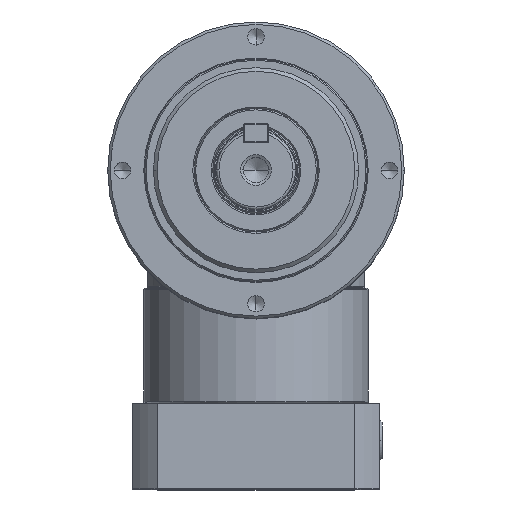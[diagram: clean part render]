
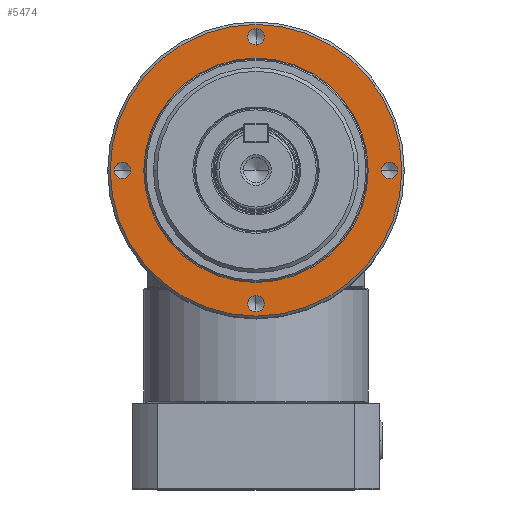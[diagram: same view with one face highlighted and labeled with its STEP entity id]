
A CAD part, top view. The second image highlights one B-rep face of the part: STEP entity #5474.
In plain terms, the highlighted planar face has unit normal (0, 0, 1).
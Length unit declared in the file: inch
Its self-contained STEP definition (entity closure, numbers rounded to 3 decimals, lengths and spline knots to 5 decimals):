
#255 = DIRECTION ( 'NONE',  ( 0., 1., 0. ) ) ;
#366 = CIRCLE ( 'NONE', #13330, 0.13085 ) ;
#380 = CIRCLE ( 'NONE', #17730, 0.13085 ) ;
#600 = EDGE_LOOP ( 'NONE', ( #14155, #8287 ) ) ;
#737 = CARTESIAN_POINT ( 'NONE',  ( 0., 0., 0. ) ) ;
#738 = EDGE_CURVE ( 'NONE', #15050, #22733, #1180, .T. ) ;
#1122 = AXIS2_PLACEMENT_3D ( 'NONE', #4047, #17579, #5980 ) ;
#1180 = CIRCLE ( 'NONE', #6927, 0.13085 ) ;
#1226 = AXIS2_PLACEMENT_3D ( 'NONE', #14675, #3113, #16644 ) ;
#1416 = FACE_BOUND ( 'NONE', #600, .T. ) ;
#1441 = DIRECTION ( 'NONE',  ( 0., 0., -1. ) ) ;
#1730 = EDGE_LOOP ( 'NONE', ( #10975, #24841 ) ) ;
#2004 = DIRECTION ( 'NONE',  ( -1., 0., 0. ) ) ;
#2104 = AXIS2_PLACEMENT_3D ( 'NONE', #23249, #11758, #255 ) ;
#2307 = CARTESIAN_POINT ( 'NONE',  ( 0., -2.12598, 0. ) ) ;
#2588 = ORIENTED_EDGE ( 'NONE', *, *, #16125, .T. ) ;
#2662 = DIRECTION ( 'NONE',  ( -1., 0., 0. ) ) ;
#3113 = DIRECTION ( 'NONE',  ( 0., 0., -1. ) ) ;
#3235 = AXIS2_PLACEMENT_3D ( 'NONE', #5734, #19221, #7634 ) ;
#3330 = VERTEX_POINT ( 'NONE', #8482 ) ;
#3602 = CARTESIAN_POINT ( 'NONE',  ( 0., 2.12598, 0. ) ) ;
#4003 = EDGE_CURVE ( 'NONE', #22956, #14364, #366, .T. ) ;
#4019 = ORIENTED_EDGE ( 'NONE', *, *, #9228, .T. ) ;
#4047 = CARTESIAN_POINT ( 'NONE',  ( 0., 0., 0. ) ) ;
#4231 = DIRECTION ( 'NONE',  ( 0., -1., 0. ) ) ;
#4667 = CARTESIAN_POINT ( 'NONE',  ( 1.99514, 0., 0. ) ) ;
#5215 = EDGE_CURVE ( 'NONE', #11022, #22768, #15932, .T. ) ;
#5385 = EDGE_CURVE ( 'NONE', #11905, #24849, #18601, .T. ) ;
#5428 = ORIENTED_EDGE ( 'NONE', *, *, #738, .T. ) ;
#5474 = ADVANCED_FACE ( 'NONE', ( #16812, #21258, #7683, #1416, #16240, #11036 ), #9462, .F. ) ;
#5514 = DIRECTION ( 'NONE',  ( 0., 1., 0. ) ) ;
#5734 = CARTESIAN_POINT ( 'NONE',  ( 0., 0., 0. ) ) ;
#5980 = DIRECTION ( 'NONE',  ( -1., 0., 0. ) ) ;
#6017 = CIRCLE ( 'NONE', #18325, 1.7874 ) ;
#6170 = ORIENTED_EDGE ( 'NONE', *, *, #20138, .F. ) ;
#6266 = CIRCLE ( 'NONE', #1122, 2.32283 ) ;
#6461 = CIRCLE ( 'NONE', #3235, 2.32283 ) ;
#6737 = CIRCLE ( 'NONE', #24039, 0.13085 ) ;
#6927 = AXIS2_PLACEMENT_3D ( 'NONE', #12987, #1441, #12478 ) ;
#7041 = CARTESIAN_POINT ( 'NONE',  ( 2.12598, 0., 0. ) ) ;
#7300 = DIRECTION ( 'NONE',  ( 0., 0., -1. ) ) ;
#7468 = CARTESIAN_POINT ( 'NONE',  ( -2.32283, 0., 0. ) ) ;
#7591 = CIRCLE ( 'NONE', #21340, 1.7874 ) ;
#7634 = DIRECTION ( 'NONE',  ( -1., 0., 0. ) ) ;
#7683 = FACE_BOUND ( 'NONE', #24146, .T. ) ;
#8272 = DIRECTION ( 'NONE',  ( 0., 0., 1. ) ) ;
#8287 = ORIENTED_EDGE ( 'NONE', *, *, #12815, .T. ) ;
#8482 = CARTESIAN_POINT ( 'NONE',  ( 1.7874, 0., 0. ) ) ;
#8816 = CARTESIAN_POINT ( 'NONE',  ( 0., -2.25683, 0. ) ) ;
#8989 = DIRECTION ( 'NONE',  ( 1., 0., 0. ) ) ;
#9115 = ORIENTED_EDGE ( 'NONE', *, *, #21652, .F. ) ;
#9159 = CARTESIAN_POINT ( 'NONE',  ( -1.7874, 0., 0. ) ) ;
#9220 = VERTEX_POINT ( 'NONE', #9159 ) ;
#9228 = EDGE_CURVE ( 'NONE', #22733, #15050, #6737, .T. ) ;
#9427 = CIRCLE ( 'NONE', #2104, 0.13085 ) ;
#9462 = PLANE ( 'NONE',  #9728 ) ;
#9728 = AXIS2_PLACEMENT_3D ( 'NONE', #15444, #13571, #2004 ) ;
#10606 = CARTESIAN_POINT ( 'NONE',  ( -2.25683, 0., 0. ) ) ;
#10975 = ORIENTED_EDGE ( 'NONE', *, *, #17118, .T. ) ;
#11022 = VERTEX_POINT ( 'NONE', #20500 ) ;
#11036 = FACE_BOUND ( 'NONE', #17903, .T. ) ;
#11361 = ORIENTED_EDGE ( 'NONE', *, *, #14229, .F. ) ;
#11758 = DIRECTION ( 'NONE',  ( 0., 0., -1. ) ) ;
#11905 = VERTEX_POINT ( 'NONE', #13681 ) ;
#12233 = AXIS2_PLACEMENT_3D ( 'NONE', #2307, #15845, #4231 ) ;
#12478 = DIRECTION ( 'NONE',  ( -1., 0., 0. ) ) ;
#12815 = EDGE_CURVE ( 'NONE', #24849, #11905, #9427, .T. ) ;
#12987 = CARTESIAN_POINT ( 'NONE',  ( -2.12598, 0., 0. ) ) ;
#13330 = AXIS2_PLACEMENT_3D ( 'NONE', #19491, #19457, #19246 ) ;
#13568 = CIRCLE ( 'NONE', #12233, 0.13085 ) ;
#13571 = DIRECTION ( 'NONE',  ( 0., 0., -1. ) ) ;
#13681 = CARTESIAN_POINT ( 'NONE',  ( 0., 2.25683, 0. ) ) ;
#14155 = ORIENTED_EDGE ( 'NONE', *, *, #5385, .T. ) ;
#14209 = DIRECTION ( 'NONE',  ( 0., 0., 1. ) ) ;
#14229 = EDGE_CURVE ( 'NONE', #9220, #3330, #6017, .T. ) ;
#14364 = VERTEX_POINT ( 'NONE', #4667 ) ;
#14675 = CARTESIAN_POINT ( 'NONE',  ( 0., -2.12598, 0. ) ) ;
#14998 = ORIENTED_EDGE ( 'NONE', *, *, #18664, .F. ) ;
#15050 = VERTEX_POINT ( 'NONE', #10606 ) ;
#15444 = CARTESIAN_POINT ( 'NONE',  ( 0., 0., 0. ) ) ;
#15845 = DIRECTION ( 'NONE',  ( 0., 0., -1. ) ) ;
#15932 = CIRCLE ( 'NONE', #1226, 0.13085 ) ;
#16125 = EDGE_CURVE ( 'NONE', #14364, #22956, #380, .T. ) ;
#16240 = FACE_BOUND ( 'NONE', #23401, .T. ) ;
#16644 = DIRECTION ( 'NONE',  ( 0., -1., 0. ) ) ;
#16812 = FACE_OUTER_BOUND ( 'NONE', #17556, .T. ) ;
#17056 = VERTEX_POINT ( 'NONE', #23228 ) ;
#17118 = EDGE_CURVE ( 'NONE', #22768, #11022, #13568, .T. ) ;
#17128 = DIRECTION ( 'NONE',  ( 0., 0., -1. ) ) ;
#17556 = EDGE_LOOP ( 'NONE', ( #6170, #9115 ) ) ;
#17579 = DIRECTION ( 'NONE',  ( 0., 0., -1. ) ) ;
#17730 = AXIS2_PLACEMENT_3D ( 'NONE', #7041, #20559, #8989 ) ;
#17903 = EDGE_LOOP ( 'NONE', ( #11361, #14998 ) ) ;
#18325 = AXIS2_PLACEMENT_3D ( 'NONE', #19838, #8272, #21736 ) ;
#18601 = CIRCLE ( 'NONE', #23104, 0.13085 ) ;
#18664 = EDGE_CURVE ( 'NONE', #3330, #9220, #7591, .T. ) ;
#18903 = CARTESIAN_POINT ( 'NONE',  ( -2.12598, 0., 0. ) ) ;
#19221 = DIRECTION ( 'NONE',  ( 0., 0., -1. ) ) ;
#19246 = DIRECTION ( 'NONE',  ( 1., 0., 0. ) ) ;
#19457 = DIRECTION ( 'NONE',  ( 0., 0., -1. ) ) ;
#19491 = CARTESIAN_POINT ( 'NONE',  ( 2.12598, 0., 0. ) ) ;
#19838 = CARTESIAN_POINT ( 'NONE',  ( 0., 0., 0. ) ) ;
#20138 = EDGE_CURVE ( 'NONE', #23922, #17056, #6266, .T. ) ;
#20500 = CARTESIAN_POINT ( 'NONE',  ( 0., -1.99514, 0. ) ) ;
#20559 = DIRECTION ( 'NONE',  ( 0., 0., -1. ) ) ;
#20818 = DIRECTION ( 'NONE',  ( -1., 0., 0. ) ) ;
#21258 = FACE_BOUND ( 'NONE', #1730, .T. ) ;
#21340 = AXIS2_PLACEMENT_3D ( 'NONE', #737, #14209, #2662 ) ;
#21652 = EDGE_CURVE ( 'NONE', #17056, #23922, #6461, .T. ) ;
#21722 = ORIENTED_EDGE ( 'NONE', *, *, #4003, .T. ) ;
#21736 = DIRECTION ( 'NONE',  ( -1., 0., 0. ) ) ;
#22733 = VERTEX_POINT ( 'NONE', #24136 ) ;
#22768 = VERTEX_POINT ( 'NONE', #8816 ) ;
#22956 = VERTEX_POINT ( 'NONE', #24627 ) ;
#23104 = AXIS2_PLACEMENT_3D ( 'NONE', #3602, #17128, #5514 ) ;
#23228 = CARTESIAN_POINT ( 'NONE',  ( 2.32283, 0., 0. ) ) ;
#23249 = CARTESIAN_POINT ( 'NONE',  ( 0., 2.12598, 0. ) ) ;
#23401 = EDGE_LOOP ( 'NONE', ( #21722, #2588 ) ) ;
#23470 = CARTESIAN_POINT ( 'NONE',  ( 0., 1.99514, 0. ) ) ;
#23922 = VERTEX_POINT ( 'NONE', #7468 ) ;
#24039 = AXIS2_PLACEMENT_3D ( 'NONE', #18903, #7300, #20818 ) ;
#24136 = CARTESIAN_POINT ( 'NONE',  ( -1.99514, 0., 0. ) ) ;
#24146 = EDGE_LOOP ( 'NONE', ( #5428, #4019 ) ) ;
#24627 = CARTESIAN_POINT ( 'NONE',  ( 2.25683, 0., 0. ) ) ;
#24841 = ORIENTED_EDGE ( 'NONE', *, *, #5215, .T. ) ;
#24849 = VERTEX_POINT ( 'NONE', #23470 ) ;
